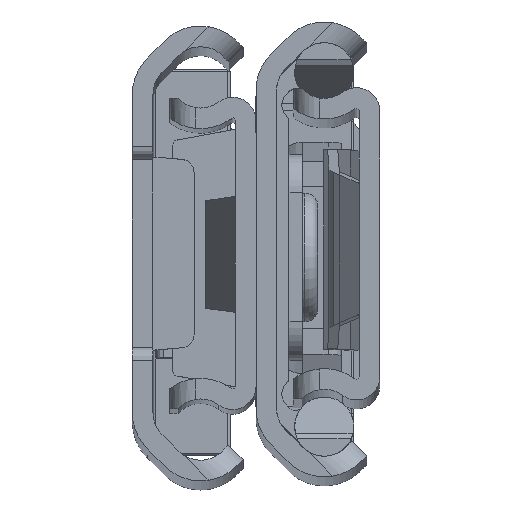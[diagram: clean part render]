
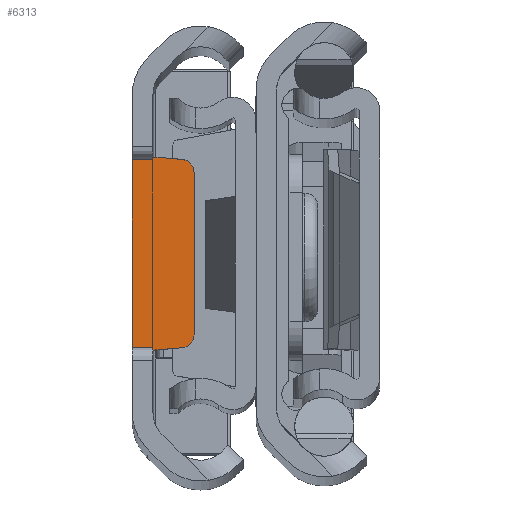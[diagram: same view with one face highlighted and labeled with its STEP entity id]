
A CAD part, top view. The second image highlights one B-rep face of the part: STEP entity #6313.
In plain terms, the highlighted planar face has unit normal (0, 0, 1).
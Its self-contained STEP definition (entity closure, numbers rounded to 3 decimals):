
#54 = CIRCLE ( 'NONE', #5978, 1. ) ;
#84 = CARTESIAN_POINT ( 'NONE',  ( 8.601, 7.5, -3.9 ) ) ;
#792 = ORIENTED_EDGE ( 'NONE', *, *, #17391, .T. ) ;
#1815 = PLANE ( 'NONE',  #5930 ) ;
#2122 = LINE ( 'NONE', #14654, #13125 ) ;
#2127 = ORIENTED_EDGE ( 'NONE', *, *, #16573, .T. ) ;
#2447 = EDGE_CURVE ( 'NONE', #9942, #18007, #6741, .T. ) ;
#3152 = DIRECTION ( 'NONE',  ( 0., 0., 1. ) ) ;
#3183 = LINE ( 'NONE', #9557, #13661 ) ;
#3545 = VERTEX_POINT ( 'NONE', #8541 ) ;
#4194 = CIRCLE ( 'NONE', #9441, 1. ) ;
#4377 = ORIENTED_EDGE ( 'NONE', *, *, #2447, .F. ) ;
#4613 = FACE_OUTER_BOUND ( 'NONE', #9685, .T. ) ;
#4819 = VECTOR ( 'NONE', #9767, 1000. ) ;
#4953 = LINE ( 'NONE', #11208, #4819 ) ;
#5668 = ORIENTED_EDGE ( 'NONE', *, *, #18540, .T. ) ;
#5738 = VECTOR ( 'NONE', #14444, 1000. ) ;
#5907 = ORIENTED_EDGE ( 'NONE', *, *, #13976, .T. ) ;
#5930 = AXIS2_PLACEMENT_3D ( 'NONE', #84, #3152, #19003 ) ;
#5978 = AXIS2_PLACEMENT_3D ( 'NONE', #16660, #18111, #19837 ) ;
#6106 = CARTESIAN_POINT ( 'NONE',  ( 4.8, -6.311, -3.9 ) ) ;
#6313 = ADVANCED_FACE ( 'NONE', ( #4613 ), #1815, .T. ) ;
#6479 = VERTEX_POINT ( 'NONE', #14454 ) ;
#6741 = LINE ( 'NONE', #8490, #5738 ) ;
#6774 = VERTEX_POINT ( 'NONE', #10936 ) ;
#7110 = DIRECTION ( 'NONE',  ( 0., 0., 1. ) ) ;
#7306 = EDGE_CURVE ( 'NONE', #3545, #19186, #54, .T. ) ;
#7416 = CARTESIAN_POINT ( 'NONE',  ( 3.8, 6.311, -3.9 ) ) ;
#7645 = CARTESIAN_POINT ( 'NONE',  ( 1.6, 7.5, -3.9 ) ) ;
#8018 = CARTESIAN_POINT ( 'NONE',  ( 0., 7.5, -3.9 ) ) ;
#8043 = CARTESIAN_POINT ( 'NONE',  ( 0., -7.5, -3.9 ) ) ;
#8103 = DIRECTION ( 'NONE',  ( -1., 0., 0. ) ) ;
#8490 = CARTESIAN_POINT ( 'NONE',  ( 0., 7.5, -3.9 ) ) ;
#8541 = CARTESIAN_POINT ( 'NONE',  ( 3.884, -7.307, -3.9 ) ) ;
#8597 = VERTEX_POINT ( 'NONE', #7645 ) ;
#8742 = DIRECTION ( 'NONE',  ( 0., -1., 0. ) ) ;
#8825 = VECTOR ( 'NONE', #11973, 1000. ) ;
#9178 = ORIENTED_EDGE ( 'NONE', *, *, #7306, .T. ) ;
#9441 = AXIS2_PLACEMENT_3D ( 'NONE', #7416, #7110, #8742 ) ;
#9463 = CARTESIAN_POINT ( 'NONE',  ( 4.8, 6.311, -3.9 ) ) ;
#9557 = CARTESIAN_POINT ( 'NONE',  ( 8.601, -7.5, -3.9 ) ) ;
#9685 = EDGE_LOOP ( 'NONE', ( #792, #9178, #5907, #2127, #10614, #5668, #4377, #11791 ) ) ;
#9767 = DIRECTION ( 'NONE',  ( -0.996, 0.084, 0. ) ) ;
#9942 = VERTEX_POINT ( 'NONE', #8043 ) ;
#10316 = EDGE_CURVE ( 'NONE', #6774, #9942, #3183, .T. ) ;
#10614 = ORIENTED_EDGE ( 'NONE', *, *, #15568, .T. ) ;
#10936 = CARTESIAN_POINT ( 'NONE',  ( 1.6, -7.5, -3.9 ) ) ;
#11208 = CARTESIAN_POINT ( 'NONE',  ( 1.6, 7.5, -3.9 ) ) ;
#11617 = VERTEX_POINT ( 'NONE', #9463 ) ;
#11791 = ORIENTED_EDGE ( 'NONE', *, *, #10316, .F. ) ;
#11973 = DIRECTION ( 'NONE',  ( 0.996, 0.084, 0. ) ) ;
#13125 = VECTOR ( 'NONE', #8103, 1000. ) ;
#13527 = CARTESIAN_POINT ( 'NONE',  ( 4.8, -7.23, -3.9 ) ) ;
#13661 = VECTOR ( 'NONE', #14178, 1000. ) ;
#13885 = LINE ( 'NONE', #20161, #17902 ) ;
#13976 = EDGE_CURVE ( 'NONE', #19186, #11617, #13885, .T. ) ;
#14178 = DIRECTION ( 'NONE',  ( -1., 0., 0. ) ) ;
#14444 = DIRECTION ( 'NONE',  ( 0., 1., 0. ) ) ;
#14454 = CARTESIAN_POINT ( 'NONE',  ( 3.884, 7.307, -3.9 ) ) ;
#14654 = CARTESIAN_POINT ( 'NONE',  ( 8.601, 7.5, -3.9 ) ) ;
#14758 = LINE ( 'NONE', #13527, #8825 ) ;
#15568 = EDGE_CURVE ( 'NONE', #6479, #8597, #4953, .T. ) ;
#16573 = EDGE_CURVE ( 'NONE', #11617, #6479, #4194, .T. ) ;
#16660 = CARTESIAN_POINT ( 'NONE',  ( 3.8, -6.311, -3.9 ) ) ;
#17276 = DIRECTION ( 'NONE',  ( 0., 1., 0. ) ) ;
#17391 = EDGE_CURVE ( 'NONE', #6774, #3545, #14758, .T. ) ;
#17902 = VECTOR ( 'NONE', #17276, 1000. ) ;
#18007 = VERTEX_POINT ( 'NONE', #8018 ) ;
#18111 = DIRECTION ( 'NONE',  ( 0., 0., 1. ) ) ;
#18540 = EDGE_CURVE ( 'NONE', #8597, #18007, #2122, .T. ) ;
#19003 = DIRECTION ( 'NONE',  ( 0., -1., 0. ) ) ;
#19186 = VERTEX_POINT ( 'NONE', #6106 ) ;
#19837 = DIRECTION ( 'NONE',  ( 0., -1., 0. ) ) ;
#20161 = CARTESIAN_POINT ( 'NONE',  ( 4.8, 7.23, -3.9 ) ) ;
